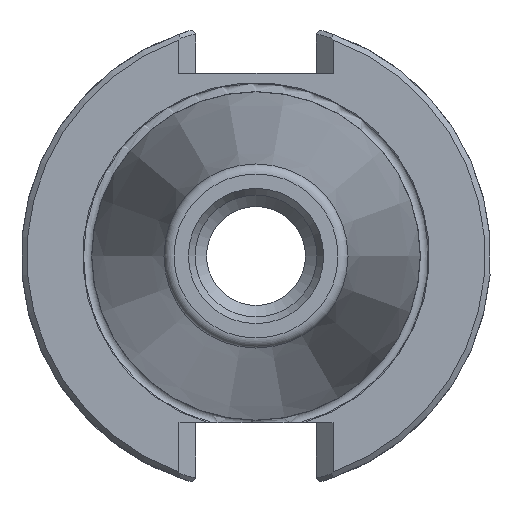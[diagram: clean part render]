
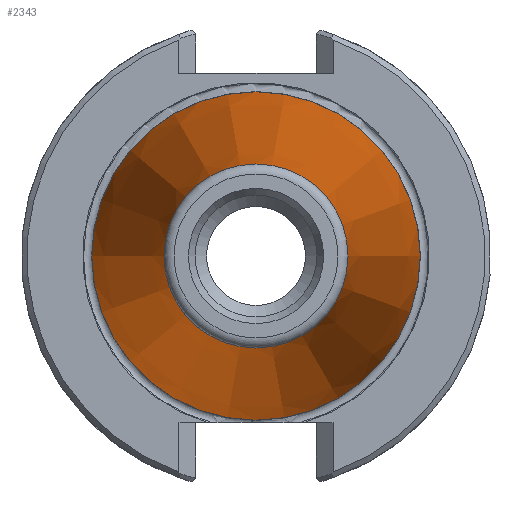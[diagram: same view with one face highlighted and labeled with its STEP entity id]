
A CAD part, left-side view. The second image highlights one B-rep face of the part: STEP entity #2343.
In plain terms, the highlighted conical face has half-angle 8.297 degrees and reference radius 17.248 mm.
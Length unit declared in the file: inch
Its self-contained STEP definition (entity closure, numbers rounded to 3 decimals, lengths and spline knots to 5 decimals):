
#93=CONICAL_SURFACE('',#2630,0.67904,0.145);
#502=FACE_BOUND('',#748,.T.);
#583=FACE_OUTER_BOUND('',#747,.T.);
#747=EDGE_LOOP('',(#1819));
#748=EDGE_LOOP('',(#1820));
#896=CIRCLE('',#2617,0.875);
#902=CIRCLE('',#2628,0.48982);
#1091=VERTEX_POINT('',#4353);
#1097=VERTEX_POINT('',#4370);
#1365=EDGE_CURVE('',#1091,#1091,#896,.T.);
#1371=EDGE_CURVE('',#1097,#1097,#902,.T.);
#1819=ORIENTED_EDGE('',*,*,#1365,.F.);
#1820=ORIENTED_EDGE('',*,*,#1371,.F.);
#2343=ADVANCED_FACE('',(#583,#502),#93,.T.);
#2617=AXIS2_PLACEMENT_3D('',#4354,#3094,#3095);
#2628=AXIS2_PLACEMENT_3D('',#4371,#3116,#3117);
#2630=AXIS2_PLACEMENT_3D('',#4373,#3120,#3121);
#3094=DIRECTION('center_axis',(1.,0.,0.));
#3095=DIRECTION('ref_axis',(0.,1.,0.));
#3116=DIRECTION('center_axis',(-1.,0.,0.));
#3117=DIRECTION('ref_axis',(0.,-1.,0.));
#3120=DIRECTION('center_axis',(1.,0.,0.));
#3121=DIRECTION('ref_axis',(0.,1.,0.));
#4353=CARTESIAN_POINT('',(0.,0.875,0.));
#4354=CARTESIAN_POINT('Origin',(0.,0.,0.));
#4370=CARTESIAN_POINT('',(-2.64129,0.48982,0.));
#4371=CARTESIAN_POINT('Origin',(-2.64129,0.,
0.));
#4373=CARTESIAN_POINT('Origin',(-1.34375,0.,0.));
